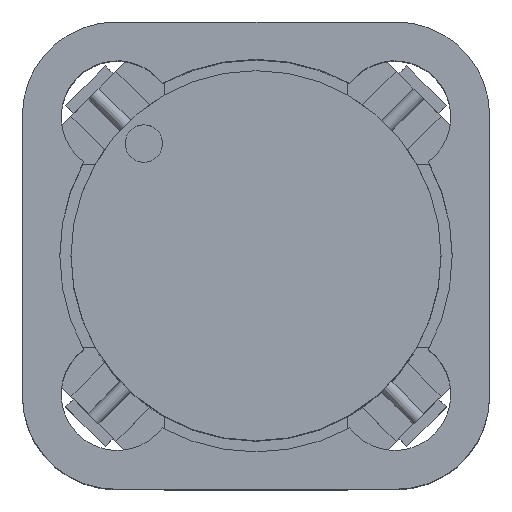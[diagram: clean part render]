
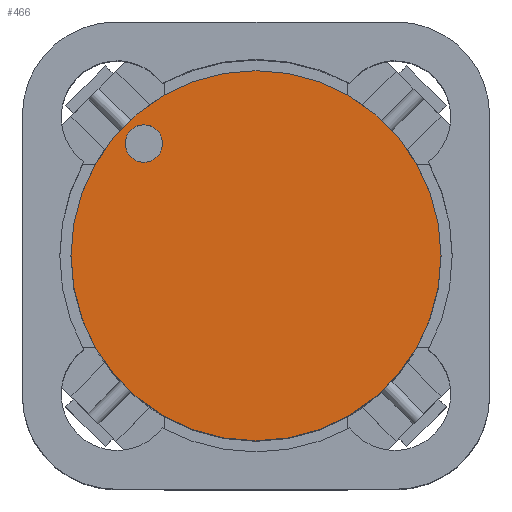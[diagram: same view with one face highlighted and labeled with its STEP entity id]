
A CAD part, top view. The second image highlights one B-rep face of the part: STEP entity #466.
In plain terms, the highlighted planar face has unit normal (0, 0, 1).
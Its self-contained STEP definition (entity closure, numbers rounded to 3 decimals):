
#466 = ADVANCED_FACE( '', ( #1130, #1131 ), #1132, .F. );
#1130 = FACE_OUTER_BOUND( '', #3481, .T. );
#1131 = FACE_BOUND( '', #3482, .T. );
#1132 = PLANE( '', #3483 );
#3481 = EDGE_LOOP( '', ( #11427 ) );
#3482 = EDGE_LOOP( '', ( #11428 ) );
#3483 = AXIS2_PLACEMENT_3D( '', #11429, #11430, #11431 );
#11427 = ORIENTED_EDGE( '', *, *, #13522, .F. );
#11428 = ORIENTED_EDGE( '', *, *, #13523, .T. );
#11429 = CARTESIAN_POINT( '', ( 0., 0., 8.6 ) );
#11430 = DIRECTION( '', ( 0., 0., -1. ) );
#11431 = DIRECTION( '', ( -1., 0., 0. ) );
#13522 = EDGE_CURVE( '', #14736, #14736, #14737, .T. );
#13523 = EDGE_CURVE( '', #14738, #14738, #14739, .T. );
#14736 = VERTEX_POINT( '', #16810 );
#14737 = CIRCLE( '', #16811, 4.95 );
#14738 = VERTEX_POINT( '', #16812 );
#14739 = CIRCLE( '', #16813, 0.5 );
#16810 = CARTESIAN_POINT( '', ( 0., 4.95, 8.6 ) );
#16811 = AXIS2_PLACEMENT_3D( '', #19248, #19249, #19250 );
#16812 = CARTESIAN_POINT( '', ( -3., 3.5, 8.6 ) );
#16813 = AXIS2_PLACEMENT_3D( '', #19251, #19252, #19253 );
#19248 = CARTESIAN_POINT( '', ( 0., 0., 8.6 ) );
#19249 = DIRECTION( '', ( 0., 0., -1. ) );
#19250 = DIRECTION( '', ( 0., 1., 0. ) );
#19251 = CARTESIAN_POINT( '', ( -3., 3., 8.6 ) );
#19252 = DIRECTION( '', ( 0., 0., -1. ) );
#19253 = DIRECTION( '', ( 0., 1., 0. ) );
